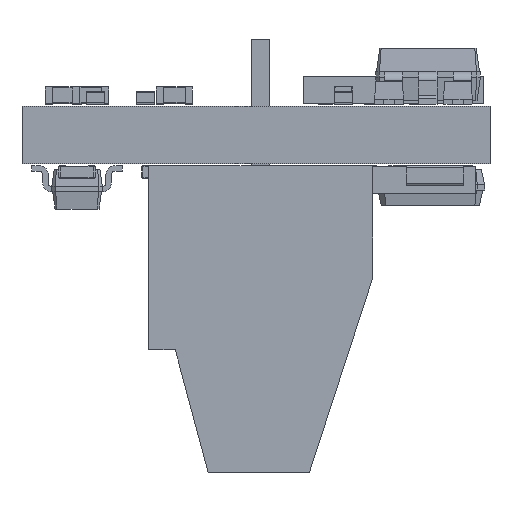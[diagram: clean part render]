
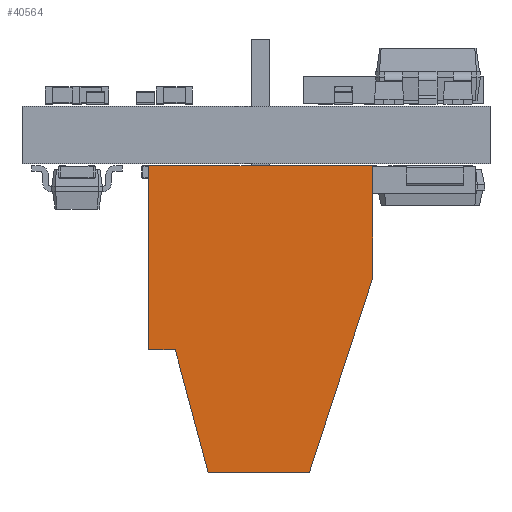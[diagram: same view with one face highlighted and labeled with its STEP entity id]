
A CAD part, front view. The second image highlights one B-rep face of the part: STEP entity #40564.
In plain terms, the highlighted face is planar.
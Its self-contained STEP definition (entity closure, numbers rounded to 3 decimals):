
#39005 = VERTEX_POINT('',#39006);
#39006 = CARTESIAN_POINT('',(-1.5,-3.1,0.));
#39015 = PLANE('',#39016);
#39016 = AXIS2_PLACEMENT_3D('',#39017,#39018,#39019);
#39017 = CARTESIAN_POINT('',(-1.5,-3.1,0.));
#39018 = DIRECTION('',(0.,0.,1.));
#39019 = DIRECTION('',(0.,1.,0.));
#39027 = PLANE('',#39028);
#39028 = AXIS2_PLACEMENT_3D('',#39029,#39030,#39031);
#39029 = CARTESIAN_POINT('',(-1.5,-3.1,8.5));
#39030 = DIRECTION('',(0.,1.,0.));
#39031 = DIRECTION('',(0.,0.,-1.));
#39068 = VERTEX_POINT('',#39069);
#39069 = CARTESIAN_POINT('',(-1.5,3.1,0.));
#39083 = PLANE('',#39084);
#39084 = AXIS2_PLACEMENT_3D('',#39085,#39086,#39087);
#39085 = CARTESIAN_POINT('',(-1.5,3.1,0.));
#39086 = DIRECTION('',(0.,-1.,0.));
#39087 = DIRECTION('',(0.,0.,1.));
#39095 = EDGE_CURVE('',#39005,#39068,#39096,.T.);
#39096 = SURFACE_CURVE('',#39097,(#39101,#39108),.PCURVE_S1.);
#39097 = LINE('',#39098,#39099);
#39098 = CARTESIAN_POINT('',(-1.5,-3.1,0.));
#39099 = VECTOR('',#39100,1.);
#39100 = DIRECTION('',(0.,1.,0.));
#39101 = PCURVE('',#39015,#39102);
#39102 = DEFINITIONAL_REPRESENTATION('',(#39103),#39107);
#39103 = LINE('',#39104,#39105);
#39104 = CARTESIAN_POINT('',(0.,0.));
#39105 = VECTOR('',#39106,1.);
#39106 = DIRECTION('',(1.,0.));
#39107 = ( GEOMETRIC_REPRESENTATION_CONTEXT(2) 
PARAMETRIC_REPRESENTATION_CONTEXT() REPRESENTATION_CONTEXT('2D SPACE',''
  ) );
#39108 = PCURVE('',#39109,#39114);
#39109 = PLANE('',#39110);
#39110 = AXIS2_PLACEMENT_3D('',#39111,#39112,#39113);
#39111 = CARTESIAN_POINT('',(-1.5,0.,4.25));
#39112 = DIRECTION('',(1.,0.,0.));
#39113 = DIRECTION('',(0.,0.,1.));
#39114 = DEFINITIONAL_REPRESENTATION('',(#39115),#39119);
#39115 = LINE('',#39116,#39117);
#39116 = CARTESIAN_POINT('',(-4.25,3.1));
#39117 = VECTOR('',#39118,1.);
#39118 = DIRECTION('',(0.,-1.));
#39119 = ( GEOMETRIC_REPRESENTATION_CONTEXT(2) 
PARAMETRIC_REPRESENTATION_CONTEXT() REPRESENTATION_CONTEXT('2D SPACE',''
  ) );
#39808 = EDGE_CURVE('',#39809,#39005,#39811,.T.);
#39809 = VERTEX_POINT('',#39810);
#39810 = CARTESIAN_POINT('',(-1.5,-3.1,5.1));
#39811 = SURFACE_CURVE('',#39812,(#39816,#39823),.PCURVE_S1.);
#39812 = LINE('',#39813,#39814);
#39813 = CARTESIAN_POINT('',(-1.5,-3.1,8.5));
#39814 = VECTOR('',#39815,1.);
#39815 = DIRECTION('',(0.,0.,-1.));
#39816 = PCURVE('',#39027,#39817);
#39817 = DEFINITIONAL_REPRESENTATION('',(#39818),#39822);
#39818 = LINE('',#39819,#39820);
#39819 = CARTESIAN_POINT('',(0.,0.));
#39820 = VECTOR('',#39821,1.);
#39821 = DIRECTION('',(1.,0.));
#39822 = ( GEOMETRIC_REPRESENTATION_CONTEXT(2) 
PARAMETRIC_REPRESENTATION_CONTEXT() REPRESENTATION_CONTEXT('2D SPACE',''
  ) );
#39823 = PCURVE('',#39109,#39824);
#39824 = DEFINITIONAL_REPRESENTATION('',(#39825),#39829);
#39825 = LINE('',#39826,#39827);
#39826 = CARTESIAN_POINT('',(4.25,3.1));
#39827 = VECTOR('',#39828,1.);
#39828 = DIRECTION('',(-1.,0.));
#39829 = ( GEOMETRIC_REPRESENTATION_CONTEXT(2) 
PARAMETRIC_REPRESENTATION_CONTEXT() REPRESENTATION_CONTEXT('2D SPACE',''
  ) );
#39847 = PLANE('',#39848);
#39848 = AXIS2_PLACEMENT_3D('',#39849,#39850,#39851);
#39849 = CARTESIAN_POINT('',(-1.5,-2.36,5.1));
#39850 = DIRECTION('',(0.,0.,-1.));
#39851 = DIRECTION('',(0.,-1.,0.));
#40564 = ADVANCED_FACE('',(#40565),#39109,.F.);
#40565 = FACE_BOUND('',#40566,.F.);
#40566 = EDGE_LOOP('',(#40567,#40590,#40591,#40592,#40615,#40643,#40671)
  );
#40567 = ORIENTED_EDGE('',*,*,#40568,.T.);
#40568 = EDGE_CURVE('',#40569,#39809,#40571,.T.);
#40569 = VERTEX_POINT('',#40570);
#40570 = CARTESIAN_POINT('',(-1.5,-2.36,5.1));
#40571 = SURFACE_CURVE('',#40572,(#40576,#40583),.PCURVE_S1.);
#40572 = LINE('',#40573,#40574);
#40573 = CARTESIAN_POINT('',(-1.5,-2.36,5.1));
#40574 = VECTOR('',#40575,1.);
#40575 = DIRECTION('',(0.,-1.,0.));
#40576 = PCURVE('',#39109,#40577);
#40577 = DEFINITIONAL_REPRESENTATION('',(#40578),#40582);
#40578 = LINE('',#40579,#40580);
#40579 = CARTESIAN_POINT('',(0.85,2.36));
#40580 = VECTOR('',#40581,1.);
#40581 = DIRECTION('',(0.,1.));
#40582 = ( GEOMETRIC_REPRESENTATION_CONTEXT(2) 
PARAMETRIC_REPRESENTATION_CONTEXT() REPRESENTATION_CONTEXT('2D SPACE',''
  ) );
#40583 = PCURVE('',#39847,#40584);
#40584 = DEFINITIONAL_REPRESENTATION('',(#40585),#40589);
#40585 = LINE('',#40586,#40587);
#40586 = CARTESIAN_POINT('',(0.,-0.));
#40587 = VECTOR('',#40588,1.);
#40588 = DIRECTION('',(1.,0.));
#40589 = ( GEOMETRIC_REPRESENTATION_CONTEXT(2) 
PARAMETRIC_REPRESENTATION_CONTEXT() REPRESENTATION_CONTEXT('2D SPACE',''
  ) );
#40590 = ORIENTED_EDGE('',*,*,#39808,.T.);
#40591 = ORIENTED_EDGE('',*,*,#39095,.T.);
#40592 = ORIENTED_EDGE('',*,*,#40593,.T.);
#40593 = EDGE_CURVE('',#39068,#40594,#40596,.T.);
#40594 = VERTEX_POINT('',#40595);
#40595 = CARTESIAN_POINT('',(-1.5,3.1,3.114));
#40596 = SURFACE_CURVE('',#40597,(#40601,#40608),.PCURVE_S1.);
#40597 = LINE('',#40598,#40599);
#40598 = CARTESIAN_POINT('',(-1.5,3.1,0.));
#40599 = VECTOR('',#40600,1.);
#40600 = DIRECTION('',(0.,0.,1.));
#40601 = PCURVE('',#39109,#40602);
#40602 = DEFINITIONAL_REPRESENTATION('',(#40603),#40607);
#40603 = LINE('',#40604,#40605);
#40604 = CARTESIAN_POINT('',(-4.25,-3.1));
#40605 = VECTOR('',#40606,1.);
#40606 = DIRECTION('',(1.,0.));
#40607 = ( GEOMETRIC_REPRESENTATION_CONTEXT(2) 
PARAMETRIC_REPRESENTATION_CONTEXT() REPRESENTATION_CONTEXT('2D SPACE',''
  ) );
#40608 = PCURVE('',#39083,#40609);
#40609 = DEFINITIONAL_REPRESENTATION('',(#40610),#40614);
#40610 = LINE('',#40611,#40612);
#40611 = CARTESIAN_POINT('',(0.,0.));
#40612 = VECTOR('',#40613,1.);
#40613 = DIRECTION('',(1.,0.));
#40614 = ( GEOMETRIC_REPRESENTATION_CONTEXT(2) 
PARAMETRIC_REPRESENTATION_CONTEXT() REPRESENTATION_CONTEXT('2D SPACE',''
  ) );
#40615 = ORIENTED_EDGE('',*,*,#40616,.F.);
#40616 = EDGE_CURVE('',#40617,#40594,#40619,.T.);
#40617 = VERTEX_POINT('',#40618);
#40618 = CARTESIAN_POINT('',(-1.5,1.35,8.5));
#40619 = SURFACE_CURVE('',#40620,(#40624,#40631),.PCURVE_S1.);
#40620 = LINE('',#40621,#40622);
#40621 = CARTESIAN_POINT('',(-1.5,1.35,8.5));
#40622 = VECTOR('',#40623,1.);
#40623 = DIRECTION('',(0.,0.309,-0.951));
#40624 = PCURVE('',#39109,#40625);
#40625 = DEFINITIONAL_REPRESENTATION('',(#40626),#40630);
#40626 = LINE('',#40627,#40628);
#40627 = CARTESIAN_POINT('',(4.25,-1.35));
#40628 = VECTOR('',#40629,1.);
#40629 = DIRECTION('',(-0.951,-0.309));
#40630 = ( GEOMETRIC_REPRESENTATION_CONTEXT(2) 
PARAMETRIC_REPRESENTATION_CONTEXT() REPRESENTATION_CONTEXT('2D SPACE',''
  ) );
#40631 = PCURVE('',#40632,#40637);
#40632 = PLANE('',#40633);
#40633 = AXIS2_PLACEMENT_3D('',#40634,#40635,#40636);
#40634 = CARTESIAN_POINT('',(-1.5,1.35,8.5));
#40635 = DIRECTION('',(0.,0.951,0.309));
#40636 = DIRECTION('',(0.,0.309,-0.951));
#40637 = DEFINITIONAL_REPRESENTATION('',(#40638),#40642);
#40638 = LINE('',#40639,#40640);
#40639 = CARTESIAN_POINT('',(0.,0.));
#40640 = VECTOR('',#40641,1.);
#40641 = DIRECTION('',(1.,0.));
#40642 = ( GEOMETRIC_REPRESENTATION_CONTEXT(2) 
PARAMETRIC_REPRESENTATION_CONTEXT() REPRESENTATION_CONTEXT('2D SPACE',''
  ) );
#40643 = ORIENTED_EDGE('',*,*,#40644,.T.);
#40644 = EDGE_CURVE('',#40617,#40645,#40647,.T.);
#40645 = VERTEX_POINT('',#40646);
#40646 = CARTESIAN_POINT('',(-1.5,-1.45,8.5));
#40647 = SURFACE_CURVE('',#40648,(#40652,#40659),.PCURVE_S1.);
#40648 = LINE('',#40649,#40650);
#40649 = CARTESIAN_POINT('',(-1.5,3.1,8.5));
#40650 = VECTOR('',#40651,1.);
#40651 = DIRECTION('',(0.,-1.,0.));
#40652 = PCURVE('',#39109,#40653);
#40653 = DEFINITIONAL_REPRESENTATION('',(#40654),#40658);
#40654 = LINE('',#40655,#40656);
#40655 = CARTESIAN_POINT('',(4.25,-3.1));
#40656 = VECTOR('',#40657,1.);
#40657 = DIRECTION('',(0.,1.));
#40658 = ( GEOMETRIC_REPRESENTATION_CONTEXT(2) 
PARAMETRIC_REPRESENTATION_CONTEXT() REPRESENTATION_CONTEXT('2D SPACE',''
  ) );
#40659 = PCURVE('',#40660,#40665);
#40660 = PLANE('',#40661);
#40661 = AXIS2_PLACEMENT_3D('',#40662,#40663,#40664);
#40662 = CARTESIAN_POINT('',(-1.5,3.1,8.5));
#40663 = DIRECTION('',(0.,0.,-1.));
#40664 = DIRECTION('',(0.,-1.,0.));
#40665 = DEFINITIONAL_REPRESENTATION('',(#40666),#40670);
#40666 = LINE('',#40667,#40668);
#40667 = CARTESIAN_POINT('',(0.,-0.));
#40668 = VECTOR('',#40669,1.);
#40669 = DIRECTION('',(1.,0.));
#40670 = ( GEOMETRIC_REPRESENTATION_CONTEXT(2) 
PARAMETRIC_REPRESENTATION_CONTEXT() REPRESENTATION_CONTEXT('2D SPACE',''
  ) );
#40671 = ORIENTED_EDGE('',*,*,#40672,.T.);
#40672 = EDGE_CURVE('',#40645,#40569,#40673,.T.);
#40673 = SURFACE_CURVE('',#40674,(#40678,#40685),.PCURVE_S1.);
#40674 = LINE('',#40675,#40676);
#40675 = CARTESIAN_POINT('',(-1.5,-1.45,8.5));
#40676 = VECTOR('',#40677,1.);
#40677 = DIRECTION('',(0.,-0.259,-0.966));
#40678 = PCURVE('',#39109,#40679);
#40679 = DEFINITIONAL_REPRESENTATION('',(#40680),#40684);
#40680 = LINE('',#40681,#40682);
#40681 = CARTESIAN_POINT('',(4.25,1.45));
#40682 = VECTOR('',#40683,1.);
#40683 = DIRECTION('',(-0.966,0.259));
#40684 = ( GEOMETRIC_REPRESENTATION_CONTEXT(2) 
PARAMETRIC_REPRESENTATION_CONTEXT() REPRESENTATION_CONTEXT('2D SPACE',''
  ) );
#40685 = PCURVE('',#40686,#40691);
#40686 = PLANE('',#40687);
#40687 = AXIS2_PLACEMENT_3D('',#40688,#40689,#40690);
#40688 = CARTESIAN_POINT('',(-1.5,-1.45,8.5));
#40689 = DIRECTION('',(0.,0.966,-0.259));
#40690 = DIRECTION('',(0.,-0.259,-0.966));
#40691 = DEFINITIONAL_REPRESENTATION('',(#40692),#40696);
#40692 = LINE('',#40693,#40694);
#40693 = CARTESIAN_POINT('',(0.,0.));
#40694 = VECTOR('',#40695,1.);
#40695 = DIRECTION('',(1.,0.));
#40696 = ( GEOMETRIC_REPRESENTATION_CONTEXT(2) 
PARAMETRIC_REPRESENTATION_CONTEXT() REPRESENTATION_CONTEXT('2D SPACE',''
  ) );
